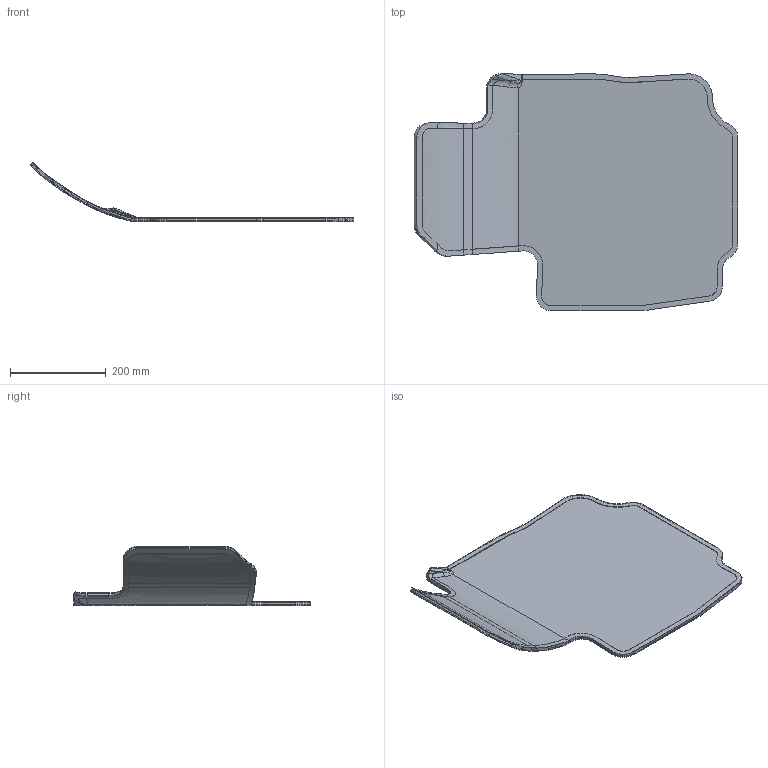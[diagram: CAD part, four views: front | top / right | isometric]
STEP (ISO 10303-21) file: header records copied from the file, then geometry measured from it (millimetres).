
FILE_DESCRIPTION (( 'STEP AP214' ), '1' );
FILE_NAME ('CARPETS_EXERCISE-1_CARPET.STEP', '2025-08-20T22:27:31', ( '' ), ( '' ), 'SwSTEP 2.0', 'SolidWorks 2025', '' );
FILE_SCHEMA (( 'AUTOMOTIVE_DESIGN' ));
Length unit declared in the file: millimetre
Products named in the file (1): CARPETS_EXERCISE-1_CARPET
Bounding box: 675.97 x 495.5 x 123.83 mm (x, y, z)
Volume: 1183586.4 mm3; surface area: 699611 mm2
Topology: 2 solids, 2 shells, 271 faces, 690 edges, 421 vertices
Faces by surface type: bspline 251, plane 20
Entity records: 22277 total; most frequent: CARTESIAN_POINT 17920, ORIENTED_EDGE 1380, EDGE_CURVE 690, B_SPLINE_CURVE_WITH_KNOTS 684, VERTEX_POINT 421, ADVANCED_FACE 271, FACE_OUTER_BOUND 271, EDGE_LOOP 271
